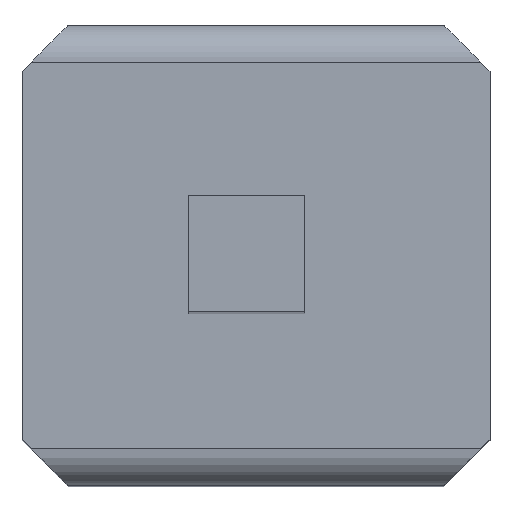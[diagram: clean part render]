
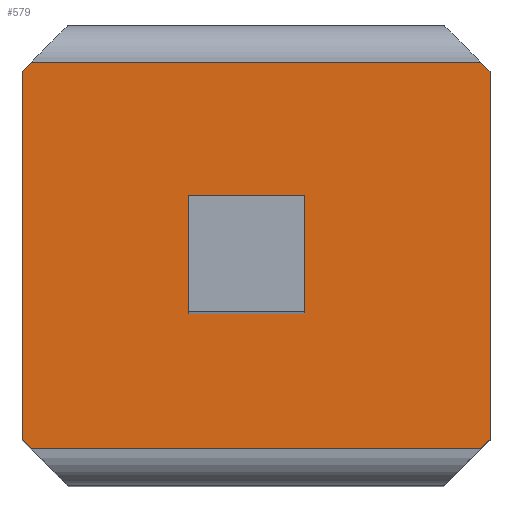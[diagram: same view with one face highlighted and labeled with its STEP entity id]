
A CAD part, top view. The second image highlights one B-rep face of the part: STEP entity #579.
In plain terms, the highlighted planar face has unit normal (0, 0, 1).
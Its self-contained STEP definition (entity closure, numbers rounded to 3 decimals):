
#138=DIRECTION('',(0.,-1.,0.));
#139=VECTOR('',#138,2.);
#140=CARTESIAN_POINT('',(-1.27,1.,0.));
#141=LINE('',#140,#139);
#194=DIRECTION('',(0.,-1.,0.));
#195=VECTOR('',#194,2.);
#196=CARTESIAN_POINT('',(1.27,1.,0.));
#197=LINE('',#196,#195);
#214=DIRECTION('',(1.,0.,0.));
#215=VECTOR('',#214,2.44);
#216=CARTESIAN_POINT('',(-1.22,-1.05,0.));
#217=LINE('',#216,#215);
#236=DIRECTION('',(-0.707,-0.707,0.));
#237=VECTOR('',#236,0.071);
#238=CARTESIAN_POINT('',(-1.22,1.05,0.));
#239=LINE('',#238,#237);
#240=DIRECTION('',(1.,0.,0.));
#241=VECTOR('',#240,2.44);
#242=CARTESIAN_POINT('',(-1.22,1.05,0.));
#243=LINE('',#242,#241);
#244=DIRECTION('',(0.707,-0.707,0.));
#245=VECTOR('',#244,0.071);
#246=CARTESIAN_POINT('',(1.22,1.05,0.));
#247=LINE('',#246,#245);
#248=DIRECTION('',(0.707,0.707,0.));
#249=VECTOR('',#248,0.071);
#250=CARTESIAN_POINT('',(1.22,-1.05,0.));
#251=LINE('',#250,#249);
#252=DIRECTION('',(-0.707,0.707,0.));
#253=VECTOR('',#252,0.071);
#254=CARTESIAN_POINT('',(-1.22,-1.05,0.));
#255=LINE('',#254,#253);
#256=DIRECTION('',(1.,0.,0.));
#257=VECTOR('',#256,0.63);
#258=CARTESIAN_POINT('',(-0.365,-0.315,0.));
#259=LINE('',#258,#257);
#260=DIRECTION('',(0.,1.,0.));
#261=VECTOR('',#260,0.63);
#262=CARTESIAN_POINT('',(0.265,-0.315,0.));
#263=LINE('',#262,#261);
#264=DIRECTION('',(1.,0.,0.));
#265=VECTOR('',#264,0.63);
#266=CARTESIAN_POINT('',(-0.365,0.315,0.));
#267=LINE('',#266,#265);
#268=DIRECTION('',(0.,1.,0.));
#269=VECTOR('',#268,0.63);
#270=CARTESIAN_POINT('',(-0.365,-0.315,0.));
#271=LINE('',#270,#269);
#386=CARTESIAN_POINT('',(-0.365,-0.315,0.));
#387=CARTESIAN_POINT('',(0.265,-0.315,0.));
#388=VERTEX_POINT('',#386);
#389=VERTEX_POINT('',#387);
#390=CARTESIAN_POINT('',(-0.365,0.315,0.));
#391=CARTESIAN_POINT('',(0.265,0.315,0.));
#392=VERTEX_POINT('',#390);
#393=VERTEX_POINT('',#391);
#402=CARTESIAN_POINT('',(-1.27,1.,0.));
#403=CARTESIAN_POINT('',(-1.27,-1.,0.));
#404=VERTEX_POINT('',#402);
#405=VERTEX_POINT('',#403);
#406=CARTESIAN_POINT('',(1.27,1.,0.));
#407=CARTESIAN_POINT('',(1.27,-1.,0.));
#408=VERTEX_POINT('',#406);
#409=VERTEX_POINT('',#407);
#410=CARTESIAN_POINT('',(-1.22,-1.05,0.));
#411=CARTESIAN_POINT('',(1.22,-1.05,0.));
#412=VERTEX_POINT('',#410);
#413=VERTEX_POINT('',#411);
#430=CARTESIAN_POINT('',(-1.22,1.05,0.));
#431=CARTESIAN_POINT('',(1.22,1.05,0.));
#432=VERTEX_POINT('',#430);
#433=VERTEX_POINT('',#431);
#550=CARTESIAN_POINT('',(-1.27,1.05,0.));
#551=DIRECTION('',(0.,0.,1.));
#552=DIRECTION('',(0.,-1.,0.));
#553=AXIS2_PLACEMENT_3D('',#550,#551,#552);
#554=PLANE('',#553);
#555=ORIENTED_EDGE('',*,*,#451,.F.);
#557=ORIENTED_EDGE('',*,*,#556,.F.);
#559=ORIENTED_EDGE('',*,*,#558,.T.);
#561=ORIENTED_EDGE('',*,*,#560,.T.);
#562=ORIENTED_EDGE('',*,*,#499,.T.);
#563=ORIENTED_EDGE('',*,*,#517,.F.);
#564=ORIENTED_EDGE('',*,*,#541,.F.);
#566=ORIENTED_EDGE('',*,*,#565,.T.);
#567=EDGE_LOOP('',(#555,#557,#559,#561,#562,#563,#564,#566));
#568=FACE_OUTER_BOUND('',#567,.F.);
#570=ORIENTED_EDGE('',*,*,#569,.T.);
#572=ORIENTED_EDGE('',*,*,#571,.T.);
#574=ORIENTED_EDGE('',*,*,#573,.F.);
#576=ORIENTED_EDGE('',*,*,#575,.F.);
#577=EDGE_LOOP('',(#570,#572,#574,#576));
#578=FACE_BOUND('',#577,.F.);
#451=EDGE_CURVE('',#404,#405,#141,.T.);
#499=EDGE_CURVE('',#408,#409,#197,.T.);
#517=EDGE_CURVE('',#413,#409,#251,.T.);
#541=EDGE_CURVE('',#412,#413,#217,.T.);
#556=EDGE_CURVE('',#432,#404,#239,.T.);
#558=EDGE_CURVE('',#432,#433,#243,.T.);
#560=EDGE_CURVE('',#433,#408,#247,.T.);
#565=EDGE_CURVE('',#412,#405,#255,.T.);
#569=EDGE_CURVE('',#388,#389,#259,.T.);
#571=EDGE_CURVE('',#389,#393,#263,.T.);
#573=EDGE_CURVE('',#392,#393,#267,.T.);
#575=EDGE_CURVE('',#388,#392,#271,.T.);
#579=ADVANCED_FACE('',(#568,#578),#554,.T.);
